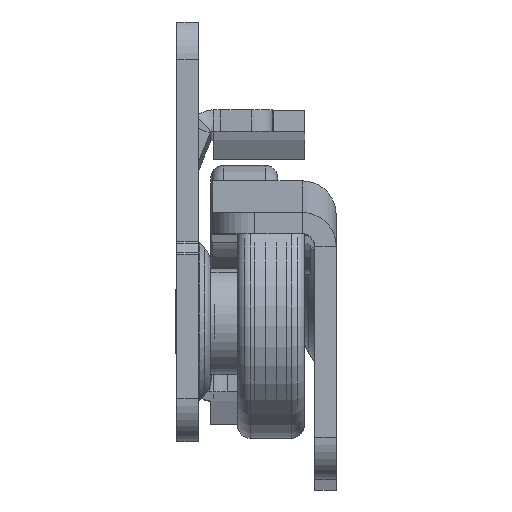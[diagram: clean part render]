
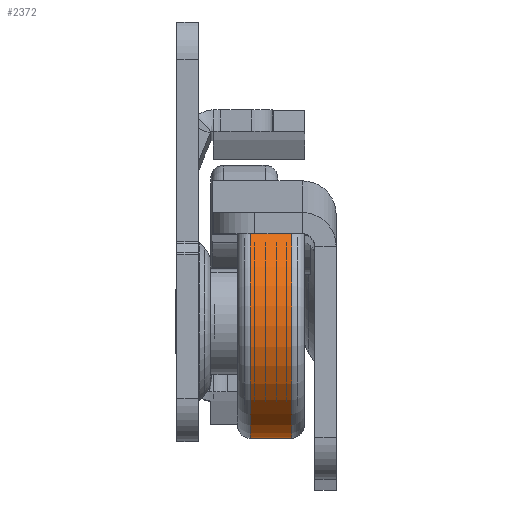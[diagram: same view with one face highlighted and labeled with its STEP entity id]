
A CAD part, top view. The second image highlights one B-rep face of the part: STEP entity #2372.
In plain terms, the highlighted cylindrical face has radius 11 mm (diameter 22 mm), a partial arc.
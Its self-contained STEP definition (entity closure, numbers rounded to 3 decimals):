
#951 = DIRECTION ( 'NONE',  ( -1., 0., 0. ) ) ;
#2372 = ADVANCED_FACE ( 'NONE', ( #30898 ), #48930, .T. ) ;
#2869 = DIRECTION ( 'NONE',  ( 0., 0., 1. ) ) ;
#3964 = ORIENTED_EDGE ( 'NONE', *, *, #39236, .F. ) ;
#6415 = DIRECTION ( 'NONE',  ( -1., 0., 0. ) ) ;
#7169 = EDGE_CURVE ( 'NONE', #54749, #33322, #47414, .T. ) ;
#10782 = CIRCLE ( 'NONE', #48801, 11. ) ;
#11120 = VERTEX_POINT ( 'NONE', #11516 ) ;
#11328 = CARTESIAN_POINT ( 'NONE',  ( 5.1, 0., 0. ) ) ;
#11364 = CARTESIAN_POINT ( 'NONE',  ( 0., 0., -11. ) ) ;
#11455 = AXIS2_PLACEMENT_3D ( 'NONE', #11328, #52246, #2869 ) ;
#11516 = CARTESIAN_POINT ( 'NONE',  ( 1.2, 0., -11. ) ) ;
#12584 = AXIS2_PLACEMENT_3D ( 'NONE', #26807, #951, #40819 ) ;
#18716 = DIRECTION ( 'NONE',  ( 0., 0., 1. ) ) ;
#19631 = VERTEX_POINT ( 'NONE', #43808 ) ;
#21140 = EDGE_CURVE ( 'NONE', #54749, #19631, #53197, .T. ) ;
#21668 = VECTOR ( 'NONE', #48290, 1000. ) ;
#25429 = CARTESIAN_POINT ( 'NONE',  ( 1.2, 0., 0. ) ) ;
#26807 = CARTESIAN_POINT ( 'NONE',  ( 0., 0., 0. ) ) ;
#28212 = LINE ( 'NONE', #11364, #41203 ) ;
#30523 = CARTESIAN_POINT ( 'NONE',  ( 5.1, 0., 11. ) ) ;
#30898 = FACE_OUTER_BOUND ( 'NONE', #43457, .T. ) ;
#32815 = ORIENTED_EDGE ( 'NONE', *, *, #7169, .F. ) ;
#33322 = VERTEX_POINT ( 'NONE', #49722 ) ;
#34440 = DIRECTION ( 'NONE',  ( -1., 0., 0. ) ) ;
#36475 = ORIENTED_EDGE ( 'NONE', *, *, #51971, .T. ) ;
#39236 = EDGE_CURVE ( 'NONE', #33322, #11120, #10782, .T. ) ;
#40819 = DIRECTION ( 'NONE',  ( 0., 0., 1. ) ) ;
#41203 = VECTOR ( 'NONE', #6415, 1000. ) ;
#41589 = ORIENTED_EDGE ( 'NONE', *, *, #21140, .T. ) ;
#43457 = EDGE_LOOP ( 'NONE', ( #41589, #36475, #3964, #32815 ) ) ;
#43808 = CARTESIAN_POINT ( 'NONE',  ( 5.1, 0., -11. ) ) ;
#47138 = CARTESIAN_POINT ( 'NONE',  ( 0., 0., 11. ) ) ;
#47414 = LINE ( 'NONE', #47138, #21668 ) ;
#48290 = DIRECTION ( 'NONE',  ( -1., 0., 0. ) ) ;
#48801 = AXIS2_PLACEMENT_3D ( 'NONE', #25429, #34440, #18716 ) ;
#48930 = CYLINDRICAL_SURFACE ( 'NONE', #12584, 11. ) ;
#49722 = CARTESIAN_POINT ( 'NONE',  ( 1.2, 0., 11. ) ) ;
#51971 = EDGE_CURVE ( 'NONE', #19631, #11120, #28212, .T. ) ;
#52246 = DIRECTION ( 'NONE',  ( -1., 0., 0. ) ) ;
#53197 = CIRCLE ( 'NONE', #11455, 11. ) ;
#54749 = VERTEX_POINT ( 'NONE', #30523 ) ;
